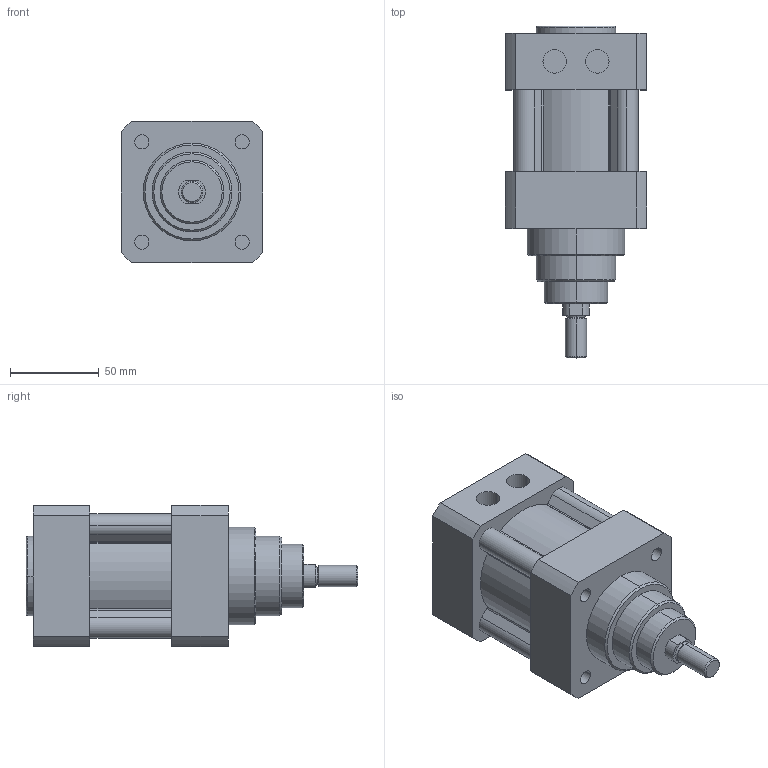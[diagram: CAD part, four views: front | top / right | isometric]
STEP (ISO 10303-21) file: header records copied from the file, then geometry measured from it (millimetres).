
FILE_DESCRIPTION((''),'1');
FILE_NAME(' ',' ',(''),(''),'ACIS Interop R17','Kubotek KeyCreator V7.0.2 (6668)',' ');
FILE_SCHEMA(('automotive_design'));
Length unit declared in the file: millimetre
Products named in the file (4): 1[1]
Bounding box: 80 x 187 x 80 mm (x, y, z)
Volume: 612287.8 mm3; surface area: 141035.3 mm2
Topology: 4 solids, 8 shells, 164 faces, 356 edges, 232 vertices
Faces by surface type: cylinder 90, plane 58, cone 10, torus 6
Entity records: 9483 total; most frequent: PRESENTATION_STYLE_ASSIGNMENT 904, COLOUR_RGB 904, DIRECTION 894, STYLED_ITEM 756, CARTESIAN_POINT 756, ORIENTED_EDGE 712, CURVE_STYLE 504, DRAUGHTING_PRE_DEFINED_CURVE_FONT 504
